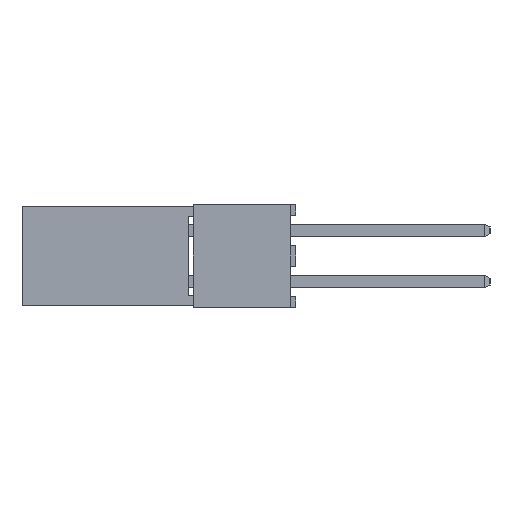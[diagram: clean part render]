
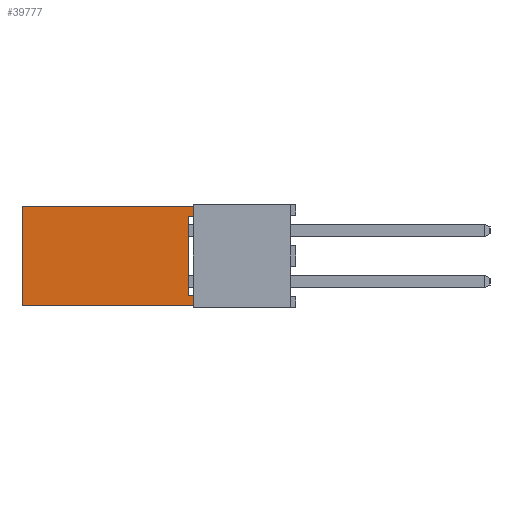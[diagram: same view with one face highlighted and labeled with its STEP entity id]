
A CAD part, left-side view. The second image highlights one B-rep face of the part: STEP entity #39777.
In plain terms, the highlighted planar face has unit normal (-1, 0, 0).
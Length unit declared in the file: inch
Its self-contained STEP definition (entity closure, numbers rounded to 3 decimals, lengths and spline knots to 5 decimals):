
#839=ORIENTED_EDGE('',*,*,#12209,.T.);
#840=ORIENTED_EDGE('',*,*,#11857,.T.);
#841=ORIENTED_EDGE('',*,*,#12051,.F.);
#842=ORIENTED_EDGE('',*,*,#12291,.F.);
#843=ORIENTED_EDGE('',*,*,#12045,.T.);
#844=ORIENTED_EDGE('',*,*,#11964,.T.);
#845=ORIENTED_EDGE('',*,*,#12290,.T.);
#846=ORIENTED_EDGE('',*,*,#12292,.T.);
#11857=EDGE_CURVE('',#17638,#17637,#21421,.T.);
#11964=EDGE_CURVE('',#17745,#17744,#21528,.T.);
#12045=EDGE_CURVE('',#17799,#17745,#21609,.T.);
#12051=EDGE_CURVE('',#17803,#17637,#21615,.T.);
#12209=EDGE_CURVE('',#17908,#17638,#21773,.T.);
#12290=EDGE_CURVE('',#17744,#17962,#21854,.T.);
#12291=EDGE_CURVE('',#17799,#17803,#21855,.T.);
#12292=EDGE_CURVE('',#17962,#17908,#21856,.T.);
#17637=VERTEX_POINT('',#54805);
#17638=VERTEX_POINT('',#54807);
#17744=VERTEX_POINT('',#55046);
#17745=VERTEX_POINT('',#55048);
#17799=VERTEX_POINT('',#55184);
#17803=VERTEX_POINT('',#55194);
#17908=VERTEX_POINT('',#55483);
#17962=VERTEX_POINT('',#55646);
#21421=LINE('',#54806,#27097);
#21528=LINE('',#55047,#27204);
#21609=LINE('',#55183,#27285);
#21615=LINE('',#55195,#27291);
#21773=LINE('',#55485,#27449);
#21854=LINE('',#55647,#27530);
#21855=LINE('',#55649,#27531);
#21856=LINE('',#55650,#27532);
#27097=VECTOR('',#44409,39.37008);
#27204=VECTOR('',#44570,39.37008);
#27285=VECTOR('',#44653,39.37008);
#27291=VECTOR('',#44661,39.37008);
#27449=VECTOR('',#44873,39.37008);
#27530=VECTOR('',#45008,39.37008);
#27531=VECTOR('',#45011,39.37008);
#27532=VECTOR('',#45012,39.37008);
#32777=EDGE_LOOP('',(#839,#840,#841,#842,#843,#844,#845,#846));
#35197=FACE_BOUND('',#32777,.T.);
#37617=PLANE('',#42037);
#39777=ADVANCED_FACE('',(#35197),#37617,.F.);
#42037=AXIS2_PLACEMENT_3D('',#55648,#45009,#45010);
#44409=DIRECTION('',(0.,0.,1.));
#44570=DIRECTION('',(0.,0.,1.));
#44653=DIRECTION('',(0.,-1.,0.));
#44661=DIRECTION('',(0.,-1.,0.));
#44873=DIRECTION('',(0.,-1.,0.));
#45008=DIRECTION('',(0.,1.,0.));
#45009=DIRECTION('',(1.,0.,0.));
#45010=DIRECTION('',(0.,0.,-1.));
#45011=DIRECTION('',(0.,0.,1.));
#45012=DIRECTION('',(0.,0.,1.));
#54805=CARTESIAN_POINT('',(0.,0.,0.0975));
#54806=CARTESIAN_POINT('',(0.,0.,-0.0975));
#54807=CARTESIAN_POINT('',(0.,0.,0.0775));
#55046=CARTESIAN_POINT('',(0.,0.,-0.0775));
#55047=CARTESIAN_POINT('',(0.,0.,-0.0975));
#55048=CARTESIAN_POINT('',(0.,0.,-0.0975));
#55183=CARTESIAN_POINT('',(0.,0.335,-0.0975));
#55184=CARTESIAN_POINT('',(0.,0.335,-0.0975));
#55194=CARTESIAN_POINT('',(0.,0.335,0.0975));
#55195=CARTESIAN_POINT('',(0.,0.335,0.0975));
#55483=CARTESIAN_POINT('',(0.,0.01,0.0775));
#55485=CARTESIAN_POINT('',(0.,0.01,0.0775));
#55646=CARTESIAN_POINT('',(0.,0.01,-0.0775));
#55647=CARTESIAN_POINT('',(0.,0.,-0.0775));
#55648=CARTESIAN_POINT('',(0.,0.335,-0.0975));
#55649=CARTESIAN_POINT('',(0.,0.335,-0.0975));
#55650=CARTESIAN_POINT('',(0.,0.01,-0.0775));
